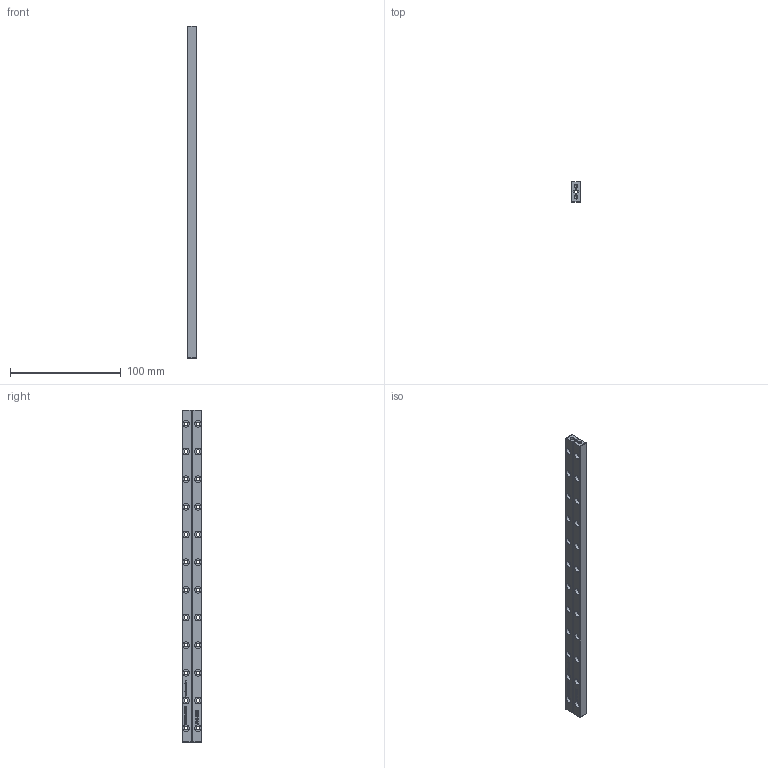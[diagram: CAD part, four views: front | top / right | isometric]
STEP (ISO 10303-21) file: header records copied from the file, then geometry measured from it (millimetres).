
FILE_DESCRIPTION(('FreeCAD Model'),'2;1');
FILE_NAME('R 3-300.step', '2020-08-06T14:26:21',('Author'),(''), 'Open CASCADE STEP processor 6.8','FreeCAD','Unknown');
FILE_SCHEMA(('AUTOMOTIVE_DESIGN_CC2 { 1 2 10303 214 -1 1 5 4 }'));
Length unit declared in the file: millimetre
Products named in the file (2): ASSEMBLY; Schienenpaar
Assembly tree (1 placements, depth 2):
  ASSEMBLY
    Schienenpaar
Bounding box: 8 x 18 x 300 mm (x, y, z)
Volume: 34765.8 mm3; surface area: 23655.5 mm2
Topology: 2 solids, 2 shells, 754 faces, 1988 edges, 1300 vertices
Faces by surface type: extrusion 441, plane 227, cylinder 54, cone 32
Full cylindrical faces by diameter (mm): 3 x4, 3.3 x24, 6 x24
Entity records: 49481 total; most frequent: CARTESIAN_POINT 12419, DIRECTION 5339, VECTOR 4357, ORIENTED_EDGE 3968, PCURVE 3968, DEFINITIONAL_REPRESENTATION 3968, LINE 3916, B_SPLINE_CURVE_WITH_KNOTS 2237
